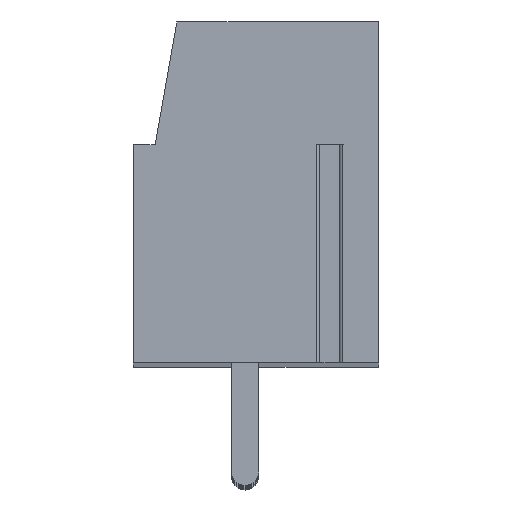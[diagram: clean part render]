
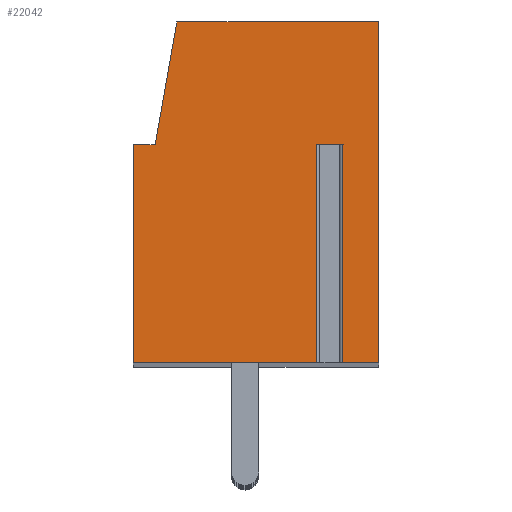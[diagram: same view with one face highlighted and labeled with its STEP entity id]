
A CAD part, top view. The second image highlights one B-rep face of the part: STEP entity #22042.
In plain terms, the highlighted planar face has unit normal (0, 0, 1).
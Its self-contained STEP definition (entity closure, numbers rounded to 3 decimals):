
#485=DIRECTION('',(-1.,0.,0.));
#486=VECTOR('',#485,0.958);
#487=CARTESIAN_POINT('',(3.179,1.75,97.5));
#488=LINE('',#487,#486);
#489=DIRECTION('',(0.,-1.,0.));
#490=VECTOR('',#489,8.);
#491=CARTESIAN_POINT('',(2.221,1.75,97.5));
#492=LINE('',#491,#490);
#493=DIRECTION('',(1.,0.,0.));
#494=VECTOR('',#493,6.721);
#495=CARTESIAN_POINT('',(-4.5,-6.25,97.5));
#496=LINE('',#495,#494);
#497=DIRECTION('',(0.,-1.,0.));
#498=VECTOR('',#497,8.);
#499=CARTESIAN_POINT('',(-4.5,1.75,97.5));
#500=LINE('',#499,#498);
#501=DIRECTION('',(-1.,0.,0.));
#502=VECTOR('',#501,0.8);
#503=CARTESIAN_POINT('',(-3.7,1.75,97.5));
#504=LINE('',#503,#502);
#505=DIRECTION('',(-0.174,-0.985,0.));
#506=VECTOR('',#505,4.569);
#507=CARTESIAN_POINT('',(-2.907,6.25,97.5));
#508=LINE('',#507,#506);
#509=DIRECTION('',(-1.,0.,0.));
#510=VECTOR('',#509,7.407);
#511=CARTESIAN_POINT('',(4.5,6.25,97.5));
#512=LINE('',#511,#510);
#513=DIRECTION('',(0.,1.,0.));
#514=VECTOR('',#513,12.5);
#515=CARTESIAN_POINT('',(4.5,-6.25,97.5));
#516=LINE('',#515,#514);
#517=DIRECTION('',(1.,0.,0.));
#518=VECTOR('',#517,1.321);
#519=CARTESIAN_POINT('',(3.179,-6.25,97.5));
#520=LINE('',#519,#518);
#521=DIRECTION('',(0.,-1.,0.));
#522=VECTOR('',#521,8.);
#523=CARTESIAN_POINT('',(3.179,1.75,97.5));
#524=LINE('',#523,#522);
#16905=CARTESIAN_POINT('',(4.5,-6.25,97.5));
#16906=CARTESIAN_POINT('',(4.5,6.25,97.5));
#16907=VERTEX_POINT('',#16905);
#16908=VERTEX_POINT('',#16906);
#16909=CARTESIAN_POINT('',(-2.907,6.25,97.5));
#16910=VERTEX_POINT('',#16909);
#16911=CARTESIAN_POINT('',(-3.7,1.75,97.5));
#16912=VERTEX_POINT('',#16911);
#16913=CARTESIAN_POINT('',(-4.5,1.75,97.5));
#16914=VERTEX_POINT('',#16913);
#16915=CARTESIAN_POINT('',(-4.5,-6.25,97.5));
#16916=VERTEX_POINT('',#16915);
#16961=CARTESIAN_POINT('',(3.179,1.75,97.5));
#16962=CARTESIAN_POINT('',(2.221,1.75,97.5));
#16963=VERTEX_POINT('',#16961);
#16964=VERTEX_POINT('',#16962);
#16965=CARTESIAN_POINT('',(3.179,-6.25,97.5));
#16966=VERTEX_POINT('',#16965);
#16967=CARTESIAN_POINT('',(2.221,-6.25,97.5));
#16968=VERTEX_POINT('',#16967);
#22018=CARTESIAN_POINT('',(0.,0.,97.5));
#22019=DIRECTION('',(0.,0.,1.));
#22020=DIRECTION('',(1.,0.,0.));
#22021=AXIS2_PLACEMENT_3D('',#22018,#22019,#22020);
#22022=PLANE('',#22021);
#22024=ORIENTED_EDGE('',*,*,#22023,.T.);
#22025=ORIENTED_EDGE('',*,*,#22009,.T.);
#22026=ORIENTED_EDGE('',*,*,#21750,.F.);
#22028=ORIENTED_EDGE('',*,*,#22027,.F.);
#22030=ORIENTED_EDGE('',*,*,#22029,.F.);
#22032=ORIENTED_EDGE('',*,*,#22031,.F.);
#22034=ORIENTED_EDGE('',*,*,#22033,.F.);
#22036=ORIENTED_EDGE('',*,*,#22035,.F.);
#22037=ORIENTED_EDGE('',*,*,#21729,.F.);
#22039=ORIENTED_EDGE('',*,*,#22038,.F.);
#22040=EDGE_LOOP('',(#22024,#22025,#22026,#22028,#22030,#22032,#22034,#22036,
#22037,#22039));
#22041=FACE_OUTER_BOUND('',#22040,.F.);
#21729=EDGE_CURVE('',#16966,#16907,#520,.T.);
#21750=EDGE_CURVE('',#16916,#16968,#496,.T.);
#22009=EDGE_CURVE('',#16964,#16968,#492,.T.);
#22023=EDGE_CURVE('',#16963,#16964,#488,.T.);
#22027=EDGE_CURVE('',#16914,#16916,#500,.T.);
#22029=EDGE_CURVE('',#16912,#16914,#504,.T.);
#22031=EDGE_CURVE('',#16910,#16912,#508,.T.);
#22033=EDGE_CURVE('',#16908,#16910,#512,.T.);
#22035=EDGE_CURVE('',#16907,#16908,#516,.T.);
#22038=EDGE_CURVE('',#16963,#16966,#524,.T.);
#22042=ADVANCED_FACE('',(#22041),#22022,.T.);
